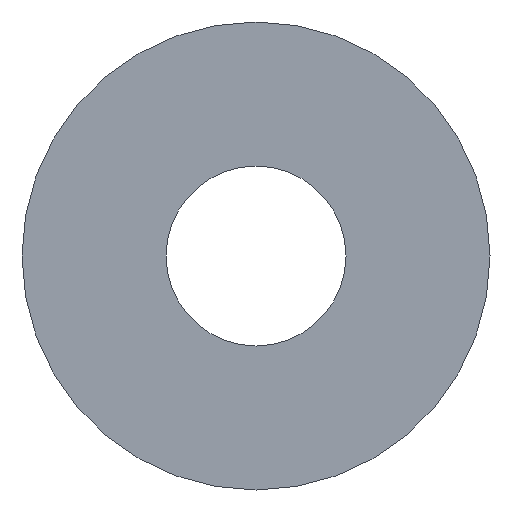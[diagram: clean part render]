
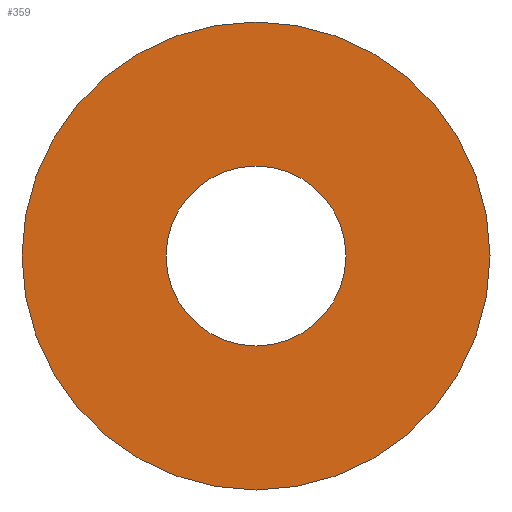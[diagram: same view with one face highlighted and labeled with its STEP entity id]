
A CAD part, front view. The second image highlights one B-rep face of the part: STEP entity #359.
In plain terms, the highlighted planar face has unit normal (0, -1, 0).
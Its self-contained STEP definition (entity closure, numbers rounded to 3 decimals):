
#16 = AXIS2_PLACEMENT_3D ( 'NONE', #24, #313, #89 ) ;
#22 = CARTESIAN_POINT ( 'NONE',  ( 0., 0., 6.5 ) ) ;
#24 = CARTESIAN_POINT ( 'NONE',  ( 0., 0., 0. ) ) ;
#40 = CIRCLE ( 'NONE', #200, 2.5 ) ;
#46 = EDGE_LOOP ( 'NONE', ( #178, #399 ) ) ;
#49 = ORIENTED_EDGE ( 'NONE', *, *, #185, .T. ) ;
#53 = CARTESIAN_POINT ( 'NONE',  ( 0., 0., -6.5 ) ) ;
#67 = CARTESIAN_POINT ( 'NONE',  ( 0., 0., 0. ) ) ;
#89 = DIRECTION ( 'NONE',  ( 0., 0., 1. ) ) ;
#93 = ORIENTED_EDGE ( 'NONE', *, *, #139, .T. ) ;
#99 = CARTESIAN_POINT ( 'NONE',  ( 0., 0., 0. ) ) ;
#100 = EDGE_CURVE ( 'NONE', #295, #291, #252, .T. ) ;
#104 = DIRECTION ( 'NONE',  ( 0., 1., 0. ) ) ;
#110 = CARTESIAN_POINT ( 'NONE',  ( 0., 0., -2.5 ) ) ;
#117 = AXIS2_PLACEMENT_3D ( 'NONE', #236, #394, #333 ) ;
#123 = DIRECTION ( 'NONE',  ( 0., 0., 1. ) ) ;
#139 = EDGE_CURVE ( 'NONE', #263, #150, #40, .T. ) ;
#150 = VERTEX_POINT ( 'NONE', #360 ) ;
#168 = DIRECTION ( 'NONE',  ( 0., 0., 1. ) ) ;
#175 = CIRCLE ( 'NONE', #16, 6.5 ) ;
#178 = ORIENTED_EDGE ( 'NONE', *, *, #100, .F. ) ;
#180 = CIRCLE ( 'NONE', #117, 2.5 ) ;
#185 = EDGE_CURVE ( 'NONE', #150, #263, #180, .T. ) ;
#187 = PLANE ( 'NONE',  #276 ) ;
#200 = AXIS2_PLACEMENT_3D ( 'NONE', #99, #300, #304 ) ;
#207 = AXIS2_PLACEMENT_3D ( 'NONE', #67, #104, #168 ) ;
#209 = FACE_BOUND ( 'NONE', #232, .T. ) ;
#219 = DIRECTION ( 'NONE',  ( 0., 1., 0. ) ) ;
#232 = EDGE_LOOP ( 'NONE', ( #49, #93 ) ) ;
#236 = CARTESIAN_POINT ( 'NONE',  ( 0., 0., 0. ) ) ;
#252 = CIRCLE ( 'NONE', #207, 6.5 ) ;
#255 = EDGE_CURVE ( 'NONE', #291, #295, #175, .T. ) ;
#263 = VERTEX_POINT ( 'NONE', #110 ) ;
#276 = AXIS2_PLACEMENT_3D ( 'NONE', #343, #219, #123 ) ;
#285 = FACE_OUTER_BOUND ( 'NONE', #46, .T. ) ;
#291 = VERTEX_POINT ( 'NONE', #22 ) ;
#295 = VERTEX_POINT ( 'NONE', #53 ) ;
#300 = DIRECTION ( 'NONE',  ( 0., 1., 0. ) ) ;
#304 = DIRECTION ( 'NONE',  ( 0., 0., 1. ) ) ;
#313 = DIRECTION ( 'NONE',  ( 0., 1., 0. ) ) ;
#333 = DIRECTION ( 'NONE',  ( 0., 0., 1. ) ) ;
#343 = CARTESIAN_POINT ( 'NONE',  ( 0., 0., 0. ) ) ;
#359 = ADVANCED_FACE ( 'NONE', ( #209, #285 ), #187, .F. ) ;
#360 = CARTESIAN_POINT ( 'NONE',  ( 0., 0., 2.5 ) ) ;
#394 = DIRECTION ( 'NONE',  ( 0., 1., 0. ) ) ;
#399 = ORIENTED_EDGE ( 'NONE', *, *, #255, .F. ) ;
